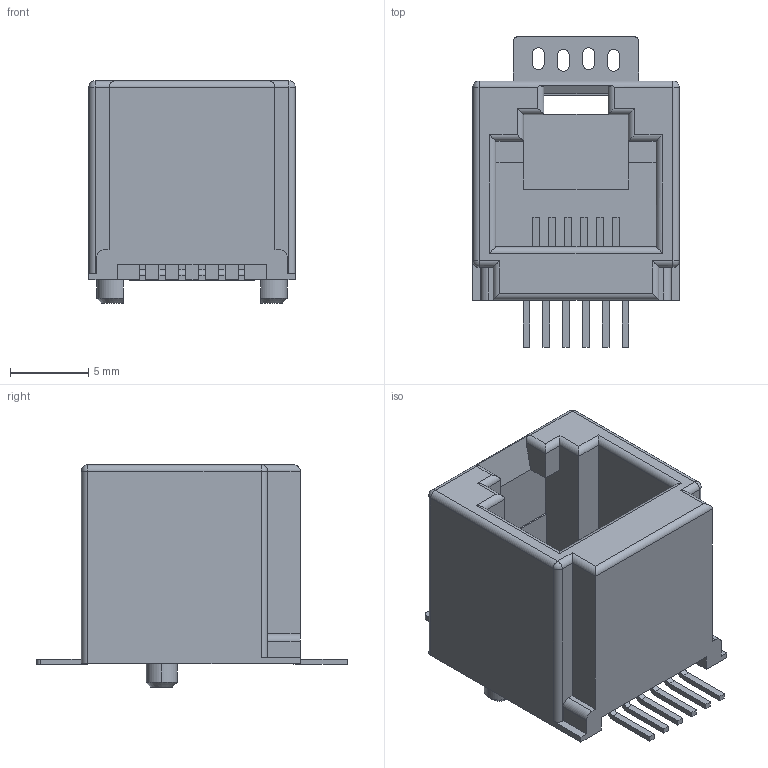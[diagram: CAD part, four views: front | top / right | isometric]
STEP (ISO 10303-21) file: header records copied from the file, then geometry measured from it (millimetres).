
FILE_DESCRIPTION (( 'STEP AP214' ), '1' );
FILE_NAME ('GTVX-SMT-N-66_rA6.STEP', '2013-09-10T17:26:25', ( '' ), ( '' ), 'SwSTEP 2.0', 'SolidWorks 2012', '' );
FILE_SCHEMA (( 'AUTOMOTIVE_DESIGN' ));
Length unit declared in the file: millimetre
Products named in the file (1): GTVX-SMT-N-66_rA6
Bounding box: 13.21 x 19.85 x 14.22 mm (x, y, z)
Volume: 1273 mm3; surface area: 1682.6 mm2
Topology: 1 solids, 1 shells, 199 faces, 549 edges, 354 vertices
Faces by surface type: plane 140, cylinder 53, sphere 4, cone 2
Entity records: 8184 total; most frequent: CARTESIAN_POINT 1173, ORIENTED_EDGE 1090, DIRECTION 1001, EDGE_CURVE 545, LINE 445, VECTOR 445, VERTEX_POINT 354, AXIS2_PLACEMENT_3D 278
